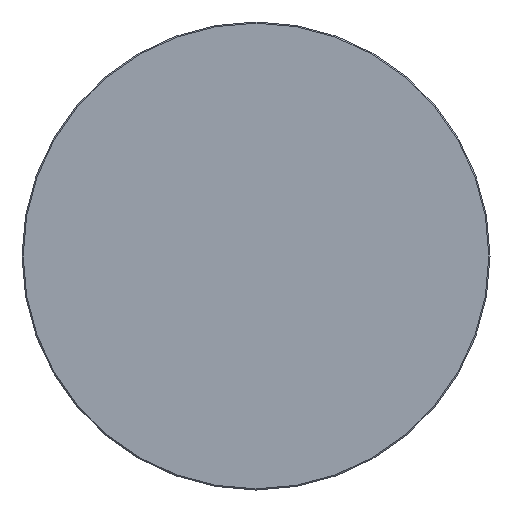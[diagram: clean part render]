
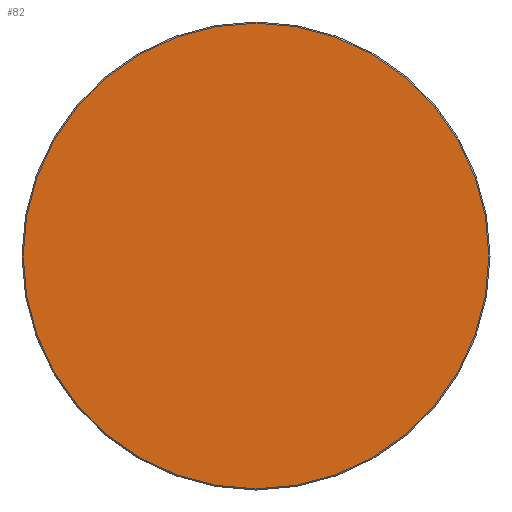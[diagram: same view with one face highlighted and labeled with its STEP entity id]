
A CAD part, left-side view. The second image highlights one B-rep face of the part: STEP entity #82.
In plain terms, the highlighted planar face has unit normal (-1, 0, 0).
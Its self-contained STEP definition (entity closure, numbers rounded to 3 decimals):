
#82 = ADVANCED_FACE ( 'NONE', ( #817 ), #569, .F. ) ;
#91 = CIRCLE ( 'NONE', #479, 59.7 ) ;
#111 = EDGE_CURVE ( 'NONE', #845, #617, #91, .T. ) ;
#155 = DIRECTION ( 'NONE',  ( 0., 0., -1. ) ) ;
#265 = DIRECTION ( 'NONE',  ( 1., 0., 0. ) ) ;
#291 = DIRECTION ( 'NONE',  ( 0., 0., 1. ) ) ;
#294 = EDGE_CURVE ( 'NONE', #617, #845, #1098, .T. ) ;
#341 = CARTESIAN_POINT ( 'NONE',  ( 0., 0., 0. ) ) ;
#405 = DIRECTION ( 'NONE',  ( -1., 0., 0. ) ) ;
#479 = AXIS2_PLACEMENT_3D ( 'NONE', #1024, #405, #291 ) ;
#540 = AXIS2_PLACEMENT_3D ( 'NONE', #1327, #265, #155 ) ;
#569 = PLANE ( 'NONE',  #540 ) ;
#610 = ORIENTED_EDGE ( 'NONE', *, *, #294, .T. ) ;
#617 = VERTEX_POINT ( 'NONE', #1291 ) ;
#634 = DIRECTION ( 'NONE',  ( 0., 0., 1. ) ) ;
#649 = AXIS2_PLACEMENT_3D ( 'NONE', #341, #856, #634 ) ;
#817 = FACE_OUTER_BOUND ( 'NONE', #1248, .T. ) ;
#845 = VERTEX_POINT ( 'NONE', #1307 ) ;
#856 = DIRECTION ( 'NONE',  ( -1., 0., 0. ) ) ;
#1024 = CARTESIAN_POINT ( 'NONE',  ( 0., 0., 0. ) ) ;
#1098 = CIRCLE ( 'NONE', #649, 59.7 ) ;
#1107 = ORIENTED_EDGE ( 'NONE', *, *, #111, .T. ) ;
#1248 = EDGE_LOOP ( 'NONE', ( #1107, #610 ) ) ;
#1291 = CARTESIAN_POINT ( 'NONE',  ( 0., 0., 59.7 ) ) ;
#1307 = CARTESIAN_POINT ( 'NONE',  ( 0., 0., -59.7 ) ) ;
#1327 = CARTESIAN_POINT ( 'NONE',  ( 0., 0., 0. ) ) ;
